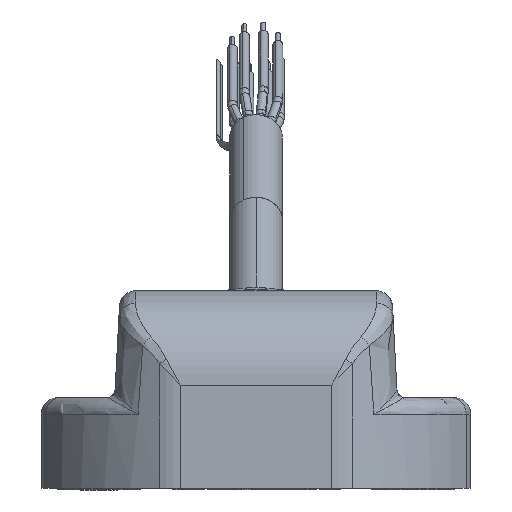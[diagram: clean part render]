
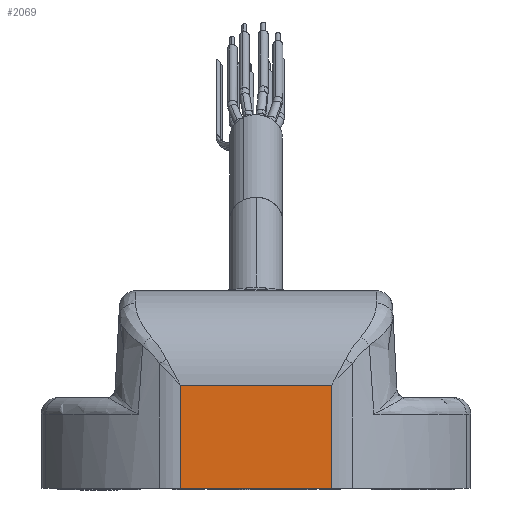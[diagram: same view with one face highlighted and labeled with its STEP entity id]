
A CAD part, front view. The second image highlights one B-rep face of the part: STEP entity #2069.
In plain terms, the highlighted planar face has unit normal (0, -1, 0).
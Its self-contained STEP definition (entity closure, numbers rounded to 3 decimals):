
#907 = LINE ( 'NONE', #12391, #7590 ) ;
#1310 = AXIS2_PLACEMENT_3D ( 'NONE', #17500, #5957, #10631 ) ;
#1879 = EDGE_CURVE ( 'NONE', #13361, #16786, #907, .T. ) ;
#2069 = ADVANCED_FACE ( 'NONE', ( #3256 ), #8037, .F. ) ;
#2713 = VERTEX_POINT ( 'NONE', #13162 ) ;
#2786 = CARTESIAN_POINT ( 'NONE',  ( 9.165, -26., -3.3 ) ) ;
#3087 = EDGE_CURVE ( 'NONE', #2713, #12708, #14083, .T. ) ;
#3256 = FACE_OUTER_BOUND ( 'NONE', #14482, .T. ) ;
#3471 = ORIENTED_EDGE ( 'NONE', *, *, #11756, .T. ) ;
#3570 = CARTESIAN_POINT ( 'NONE',  ( -9.165, -26., 7.7 ) ) ;
#4412 = EDGE_CURVE ( 'NONE', #2713, #16786, #8391, .T. ) ;
#4805 = VECTOR ( 'NONE', #17421, 1000. ) ;
#5957 = DIRECTION ( 'NONE',  ( 0., 1., 0. ) ) ;
#6379 = ORIENTED_EDGE ( 'NONE', *, *, #3087, .T. ) ;
#6615 = CARTESIAN_POINT ( 'NONE',  ( -9.165, -26., 9.2 ) ) ;
#7590 = VECTOR ( 'NONE', #16998, 1000. ) ;
#8037 = PLANE ( 'NONE',  #1310 ) ;
#8391 = LINE ( 'NONE', #3570, #4805 ) ;
#8720 = VECTOR ( 'NONE', #9164, 1000. ) ;
#9164 = DIRECTION ( 'NONE',  ( 1., 0., 0. ) ) ;
#10055 = CARTESIAN_POINT ( 'NONE',  ( 9.165, -26., 7.7 ) ) ;
#10122 = DIRECTION ( 'NONE',  ( 0., 0., 1. ) ) ;
#10631 = DIRECTION ( 'NONE',  ( -1., 0., 0. ) ) ;
#10819 = CARTESIAN_POINT ( 'NONE',  ( 10.392, -26., -3.3 ) ) ;
#11756 = EDGE_CURVE ( 'NONE', #12708, #13361, #15102, .T. ) ;
#12391 = CARTESIAN_POINT ( 'NONE',  ( 5.5, -26., 9.2 ) ) ;
#12708 = VERTEX_POINT ( 'NONE', #2786 ) ;
#13162 = CARTESIAN_POINT ( 'NONE',  ( -9.165, -26., -3.3 ) ) ;
#13361 = VERTEX_POINT ( 'NONE', #14411 ) ;
#14083 = LINE ( 'NONE', #10819, #8720 ) ;
#14389 = ORIENTED_EDGE ( 'NONE', *, *, #4412, .F. ) ;
#14411 = CARTESIAN_POINT ( 'NONE',  ( 9.165, -26., 9.2 ) ) ;
#14482 = EDGE_LOOP ( 'NONE', ( #14985, #14389, #6379, #3471 ) ) ;
#14985 = ORIENTED_EDGE ( 'NONE', *, *, #1879, .T. ) ;
#15102 = LINE ( 'NONE', #10055, #17276 ) ;
#16786 = VERTEX_POINT ( 'NONE', #6615 ) ;
#16998 = DIRECTION ( 'NONE',  ( -1., 0., 0. ) ) ;
#17276 = VECTOR ( 'NONE', #10122, 1000. ) ;
#17421 = DIRECTION ( 'NONE',  ( 0., 0., 1. ) ) ;
#17500 = CARTESIAN_POINT ( 'NONE',  ( 10.392, -26., 7.7 ) ) ;
